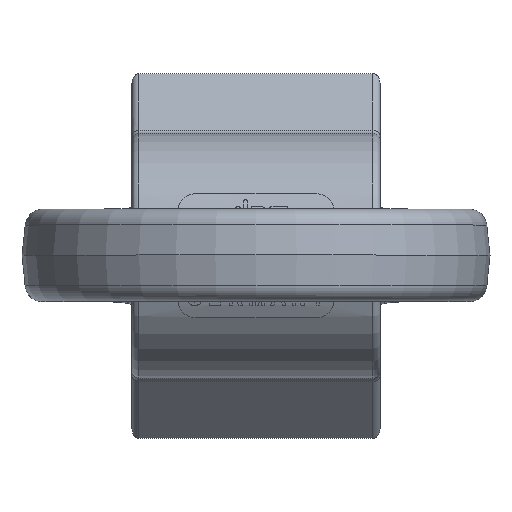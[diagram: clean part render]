
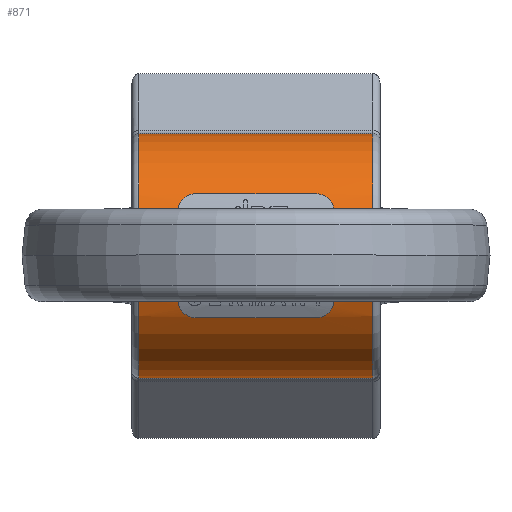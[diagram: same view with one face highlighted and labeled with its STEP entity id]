
A CAD part, top view. The second image highlights one B-rep face of the part: STEP entity #871.
In plain terms, the highlighted cylindrical face has radius 34.5 mm (diameter 69 mm), a partial arc.
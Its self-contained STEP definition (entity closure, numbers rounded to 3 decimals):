
#871=ADVANCED_FACE('',(#2543,#2544),#1316,.T.);
#1316=CYLINDRICAL_SURFACE('',#7820,34.5);
#1498=LINE('',#11056,#1994);
#1499=LINE('',#11061,#1995);
#1500=LINE('',#11072,#1996);
#1501=LINE('',#11090,#1997);
#1994=VECTOR('',#8460,1.);
#1995=VECTOR('',#8463,1.);
#1996=VECTOR('',#8466,1.);
#1997=VECTOR('',#8469,1.);
#2543=FACE_BOUND('',#2588,.T.);
#2544=FACE_BOUND('',#2589,.T.);
#2588=EDGE_LOOP('',(#3372,#3373,#3374,#3375));
#2589=EDGE_LOOP('',(#3376,#3377,#3378,#3379,#3380,#3381,#3382,#3383));
#3092=CIRCLE('',#7816,34.5);
#3093=CIRCLE('',#7817,34.5);
#3094=CIRCLE('',#7818,34.5);
#3095=CIRCLE('',#7819,34.5);
#3372=ORIENTED_EDGE('',*,*,#6336,.T.);
#3373=ORIENTED_EDGE('',*,*,#6337,.T.);
#3374=ORIENTED_EDGE('',*,*,#6338,.T.);
#3375=ORIENTED_EDGE('',*,*,#6339,.T.);
#3376=ORIENTED_EDGE('',*,*,#6340,.F.);
#3377=ORIENTED_EDGE('',*,*,#6341,.F.);
#3378=ORIENTED_EDGE('',*,*,#6342,.F.);
#3379=ORIENTED_EDGE('',*,*,#6343,.F.);
#3380=ORIENTED_EDGE('',*,*,#6344,.F.);
#3381=ORIENTED_EDGE('',*,*,#6345,.F.);
#3382=ORIENTED_EDGE('',*,*,#6346,.F.);
#3383=ORIENTED_EDGE('',*,*,#6347,.F.);
#5622=VERTEX_POINT('',#11057);
#5623=VERTEX_POINT('',#11058);
#5624=VERTEX_POINT('',#11060);
#5625=VERTEX_POINT('',#11062);
#5626=VERTEX_POINT('',#11070);
#5627=VERTEX_POINT('',#11071);
#5628=VERTEX_POINT('',#11073);
#5629=VERTEX_POINT('',#11080);
#5630=VERTEX_POINT('',#11082);
#5631=VERTEX_POINT('',#11089);
#5632=VERTEX_POINT('',#11091);
#5633=VERTEX_POINT('',#11098);
#6336=EDGE_CURVE('',#5622,#5623,#1498,.T.);
#6337=EDGE_CURVE('',#5623,#5624,#3092,.T.);
#6338=EDGE_CURVE('',#5624,#5625,#1499,.T.);
#6339=EDGE_CURVE('',#5625,#5622,#3093,.T.);
#6340=EDGE_CURVE('',#5626,#5627,#7361,.T.);
#6341=EDGE_CURVE('',#5628,#5626,#1500,.T.);
#6342=EDGE_CURVE('',#5629,#5628,#7362,.T.);
#6343=EDGE_CURVE('',#5630,#5629,#3094,.T.);
#6344=EDGE_CURVE('',#5631,#5630,#7363,.T.);
#6345=EDGE_CURVE('',#5632,#5631,#1501,.T.);
#6346=EDGE_CURVE('',#5633,#5632,#7364,.T.);
#6347=EDGE_CURVE('',#5627,#5633,#3095,.T.);
#7361=B_SPLINE_CURVE_WITH_KNOTS('',3,(#11064,#11065,#11066,#11067,#11068,
#11069),.UNSPECIFIED.,.F.,.F.,(4,2,4),(0.,0.5,1.),.UNSPECIFIED.);
#7362=B_SPLINE_CURVE_WITH_KNOTS('',3,(#11074,#11075,#11076,#11077,#11078,
#11079),.UNSPECIFIED.,.F.,.F.,(4,2,4),(0.,0.5,1.),.UNSPECIFIED.);
#7363=B_SPLINE_CURVE_WITH_KNOTS('',3,(#11083,#11084,#11085,#11086,#11087,
#11088),.UNSPECIFIED.,.F.,.F.,(4,2,4),(0.,0.5,1.),.UNSPECIFIED.);
#7364=B_SPLINE_CURVE_WITH_KNOTS('',3,(#11092,#11093,#11094,#11095,#11096,
#11097),.UNSPECIFIED.,.F.,.F.,(4,2,4),(0.,0.5,1.),.UNSPECIFIED.);
#7816=AXIS2_PLACEMENT_3D('',#11059,#8461,#8462);
#7817=AXIS2_PLACEMENT_3D('',#11063,#8464,#8465);
#7818=AXIS2_PLACEMENT_3D('',#11081,#8467,#8468);
#7819=AXIS2_PLACEMENT_3D('',#11099,#8470,#8471);
#7820=AXIS2_PLACEMENT_3D('',#11100,#8472,#8473);
#8460=DIRECTION('',(1.,0.,0.));
#8461=DIRECTION('',(-1.,0.,0.));
#8462=DIRECTION('',(0.,0.,-1.));
#8463=DIRECTION('',(-1.,0.,0.));
#8464=DIRECTION('',(1.,0.,0.));
#8465=DIRECTION('',(0.,0.,-1.));
#8466=DIRECTION('',(1.,0.,0.));
#8467=DIRECTION('',(1.,0.,0.));
#8468=DIRECTION('',(0.,0.,-1.));
#8469=DIRECTION('',(-1.,0.,0.));
#8470=DIRECTION('',(-1.,0.,0.));
#8471=DIRECTION('',(0.,0.,1.));
#8472=DIRECTION('',(-1.,0.,0.));
#8473=DIRECTION('',(0.,0.,1.));
#11056=CARTESIAN_POINT('',(0.,-34.494,0.662));
#11057=CARTESIAN_POINT('',(-33.,-34.494,0.662));
#11058=CARTESIAN_POINT('',(33.,-34.494,0.662));
#11059=CARTESIAN_POINT('',(33.,0.,0.));
#11060=CARTESIAN_POINT('',(33.,34.494,0.662));
#11061=CARTESIAN_POINT('',(0.,34.494,0.662));
#11062=CARTESIAN_POINT('',(-33.,34.494,0.662));
#11063=CARTESIAN_POINT('',(-33.,0.,0.));
#11064=CARTESIAN_POINT('',(17.,-17.5,29.732));
#11065=CARTESIAN_POINT('',(18.394,-17.5,29.732));
#11066=CARTESIAN_POINT('',(19.712,-16.894,30.099));
#11067=CARTESIAN_POINT('',(21.498,-15.035,31.069));
#11068=CARTESIAN_POINT('',(22.,-13.796,31.652));
#11069=CARTESIAN_POINT('',(22.,-12.5,32.156));
#11070=CARTESIAN_POINT('',(17.,-17.5,29.732));
#11071=CARTESIAN_POINT('',(22.,-12.5,32.156));
#11072=CARTESIAN_POINT('',(0.,-17.5,29.732));
#11073=CARTESIAN_POINT('',(-17.,-17.5,29.732));
#11074=CARTESIAN_POINT('',(-22.,-12.5,32.156));
#11075=CARTESIAN_POINT('',(-22.,-13.798,31.651));
#11076=CARTESIAN_POINT('',(-21.503,-15.03,31.072));
#11077=CARTESIAN_POINT('',(-19.707,-16.899,30.096));
#11078=CARTESIAN_POINT('',(-18.397,-17.5,29.732));
#11079=CARTESIAN_POINT('',(-17.,-17.5,29.732));
#11080=CARTESIAN_POINT('',(-22.,-12.5,32.156));
#11081=CARTESIAN_POINT('',(-22.,0.,0.));
#11082=CARTESIAN_POINT('',(-22.,12.5,32.156));
#11083=CARTESIAN_POINT('',(-17.,17.5,29.732));
#11084=CARTESIAN_POINT('',(-18.394,17.5,29.732));
#11085=CARTESIAN_POINT('',(-19.712,16.894,30.099));
#11086=CARTESIAN_POINT('',(-21.498,15.035,31.069));
#11087=CARTESIAN_POINT('',(-22.,13.796,31.652));
#11088=CARTESIAN_POINT('',(-22.,12.5,32.156));
#11089=CARTESIAN_POINT('',(-17.,17.5,29.732));
#11090=CARTESIAN_POINT('',(0.,17.5,29.732));
#11091=CARTESIAN_POINT('',(17.,17.5,29.732));
#11092=CARTESIAN_POINT('',(22.,12.5,32.156));
#11093=CARTESIAN_POINT('',(22.,13.798,31.651));
#11094=CARTESIAN_POINT('',(21.503,15.03,31.072));
#11095=CARTESIAN_POINT('',(19.707,16.899,30.096));
#11096=CARTESIAN_POINT('',(18.397,17.5,29.732));
#11097=CARTESIAN_POINT('',(17.,17.5,29.732));
#11098=CARTESIAN_POINT('',(22.,12.5,32.156));
#11099=CARTESIAN_POINT('',(22.,0.,0.));
#11100=CARTESIAN_POINT('',(0.,0.,0.));
